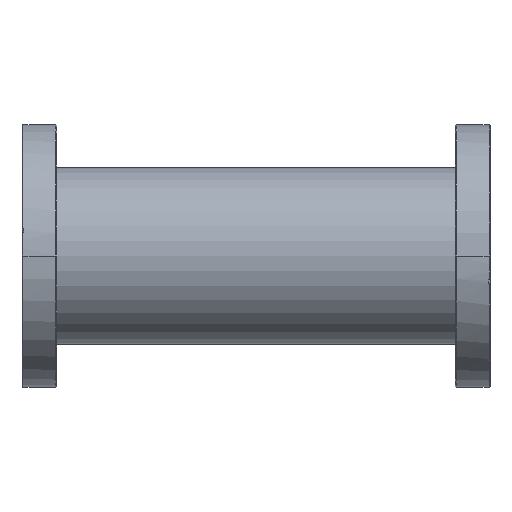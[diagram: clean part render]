
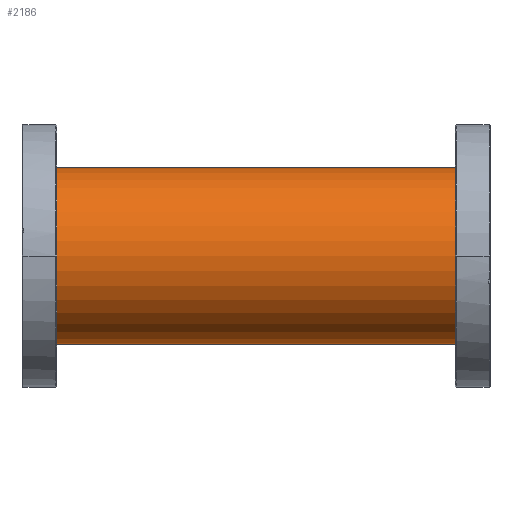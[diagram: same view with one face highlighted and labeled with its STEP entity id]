
A CAD part, front view. The second image highlights one B-rep face of the part: STEP entity #2186.
In plain terms, the highlighted cylindrical face has radius 50.8 mm (diameter 101.6 mm), a partial arc.
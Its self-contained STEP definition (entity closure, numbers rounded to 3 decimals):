
#393 = LINE ( 'NONE', #2056, #9929 ) ;
#832 = DIRECTION ( 'NONE',  ( -1., 0., 0. ) ) ;
#928 = DIRECTION ( 'NONE',  ( 1., 0., 0. ) ) ;
#1328 = CARTESIAN_POINT ( 'NONE',  ( -123.9, 0., -50.8 ) ) ;
#1487 = VERTEX_POINT ( 'NONE', #10848 ) ;
#1661 = CIRCLE ( 'NONE', #6142, 50.8 ) ;
#2056 = CARTESIAN_POINT ( 'NONE',  ( 123.9, 0., 50.8 ) ) ;
#2186 = ADVANCED_FACE ( 'NONE', ( #6937 ), #9077, .T. ) ;
#2360 = EDGE_CURVE ( 'NONE', #9974, #1487, #393, .T. ) ;
#2431 = CARTESIAN_POINT ( 'NONE',  ( 123.9, 0., -50.8 ) ) ;
#2868 = CARTESIAN_POINT ( 'NONE',  ( 123.9, 0., 50.8 ) ) ;
#3024 = CARTESIAN_POINT ( 'NONE',  ( 123.9, 0., -50.8 ) ) ;
#3976 = DIRECTION ( 'NONE',  ( 1., 0., 0. ) ) ;
#4689 = AXIS2_PLACEMENT_3D ( 'NONE', #9508, #3976, #10429 ) ;
#5009 = EDGE_CURVE ( 'NONE', #9974, #7836, #1661, .T. ) ;
#5161 = EDGE_CURVE ( 'NONE', #1487, #11240, #8888, .T. ) ;
#5369 = ORIENTED_EDGE ( 'NONE', *, *, #5009, .F. ) ;
#5682 = EDGE_CURVE ( 'NONE', #7836, #11240, #11184, .T. ) ;
#5765 = DIRECTION ( 'NONE',  ( -1., 0., 0. ) ) ;
#5899 = ORIENTED_EDGE ( 'NONE', *, *, #5682, .F. ) ;
#6142 = AXIS2_PLACEMENT_3D ( 'NONE', #6494, #928, #7428 ) ;
#6384 = ORIENTED_EDGE ( 'NONE', *, *, #2360, .T. ) ;
#6494 = CARTESIAN_POINT ( 'NONE',  ( 123.9, 0., 0. ) ) ;
#6937 = FACE_OUTER_BOUND ( 'NONE', #10192, .T. ) ;
#7428 = DIRECTION ( 'NONE',  ( 0., 0., -1. ) ) ;
#7642 = DIRECTION ( 'NONE',  ( -1., 0., 0. ) ) ;
#7836 = VERTEX_POINT ( 'NONE', #2431 ) ;
#8199 = CARTESIAN_POINT ( 'NONE',  ( 123.9, 0., 0. ) ) ;
#8437 = AXIS2_PLACEMENT_3D ( 'NONE', #8199, #832, #9166 ) ;
#8733 = VECTOR ( 'NONE', #7642, 1000. ) ;
#8888 = CIRCLE ( 'NONE', #4689, 50.8 ) ;
#9077 = CYLINDRICAL_SURFACE ( 'NONE', #8437, 50.8 ) ;
#9166 = DIRECTION ( 'NONE',  ( 0., 0., 1. ) ) ;
#9508 = CARTESIAN_POINT ( 'NONE',  ( -123.9, 0., 0. ) ) ;
#9929 = VECTOR ( 'NONE', #5765, 1000. ) ;
#9974 = VERTEX_POINT ( 'NONE', #2868 ) ;
#10192 = EDGE_LOOP ( 'NONE', ( #5899, #5369, #6384, #10465 ) ) ;
#10429 = DIRECTION ( 'NONE',  ( 0., 0., -1. ) ) ;
#10465 = ORIENTED_EDGE ( 'NONE', *, *, #5161, .T. ) ;
#10848 = CARTESIAN_POINT ( 'NONE',  ( -123.9, 0., 50.8 ) ) ;
#11184 = LINE ( 'NONE', #3024, #8733 ) ;
#11240 = VERTEX_POINT ( 'NONE', #1328 ) ;
